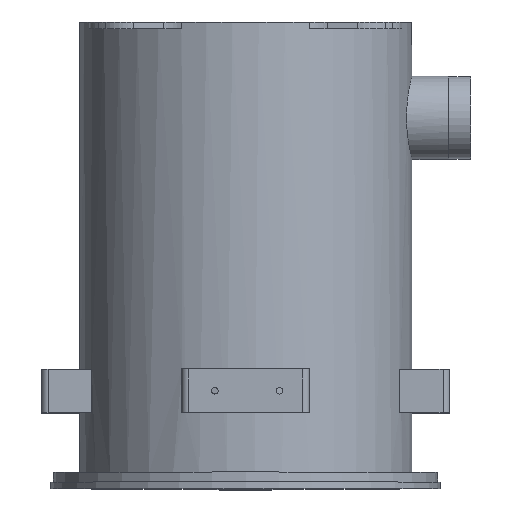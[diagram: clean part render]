
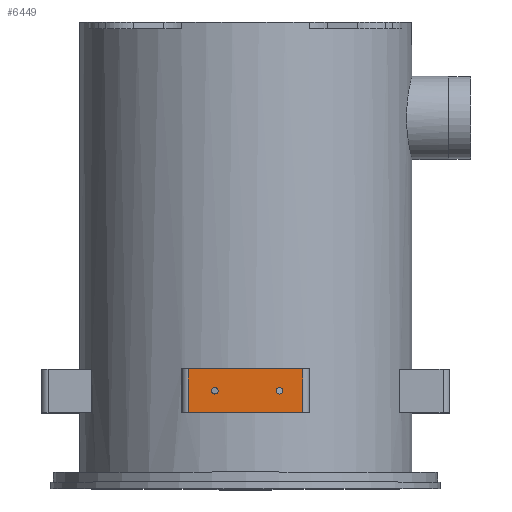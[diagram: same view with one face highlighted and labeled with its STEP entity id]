
A CAD part, top view. The second image highlights one B-rep face of the part: STEP entity #6449.
In plain terms, the highlighted planar face has unit normal (0, 0, 1).
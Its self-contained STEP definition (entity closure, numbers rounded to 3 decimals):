
#166=FACE_BOUND('',#1147,.T.);
#167=FACE_BOUND('',#1148,.T.);
#285=CIRCLE('',#6800,3.);
#287=CIRCLE('',#6803,3.);
#711=FACE_OUTER_BOUND('',#1146,.T.);
#1146=EDGE_LOOP('',(#5343,#5344,#5345,#5346));
#1147=EDGE_LOOP('',(#5347));
#1148=EDGE_LOOP('',(#5348));
#1922=LINE('',#11510,#2483);
#1923=LINE('',#11513,#2484);
#1924=LINE('',#11515,#2485);
#1925=LINE('',#11516,#2486);
#2483=VECTOR('',#7932,40.);
#2484=VECTOR('',#7935,104.);
#2485=VECTOR('',#7936,104.);
#2486=VECTOR('',#7937,40.);
#3081=VERTEX_POINT('',#11475);
#3083=VERTEX_POINT('',#11480);
#3093=VERTEX_POINT('',#11504);
#3095=VERTEX_POINT('',#11508);
#3096=VERTEX_POINT('',#11512);
#3097=VERTEX_POINT('',#11514);
#3897=EDGE_CURVE('',#3081,#3081,#285,.T.);
#3899=EDGE_CURVE('',#3083,#3083,#287,.T.);
#3911=EDGE_CURVE('',#3093,#3095,#1922,.T.);
#3912=EDGE_CURVE('',#3093,#3096,#1923,.T.);
#3913=EDGE_CURVE('',#3097,#3095,#1924,.T.);
#3914=EDGE_CURVE('',#3096,#3097,#1925,.T.);
#5343=ORIENTED_EDGE('',*,*,#3912,.F.);
#5344=ORIENTED_EDGE('',*,*,#3911,.T.);
#5345=ORIENTED_EDGE('',*,*,#3913,.F.);
#5346=ORIENTED_EDGE('',*,*,#3914,.F.);
#5347=ORIENTED_EDGE('',*,*,#3897,.T.);
#5348=ORIENTED_EDGE('',*,*,#3899,.T.);
#6128=PLANE('',#6819);
#6449=ADVANCED_FACE('',(#711,#166,#167),#6128,.T.);
#6800=AXIS2_PLACEMENT_3D('',#11476,#7893,#7894);
#6803=AXIS2_PLACEMENT_3D('',#11481,#7899,#7900);
#6819=AXIS2_PLACEMENT_3D('',#11511,#7933,#7934);
#7893=DIRECTION('center_axis',(0.,0.,-1.));
#7894=DIRECTION('ref_axis',(-1.,0.,0.));
#7899=DIRECTION('center_axis',(0.,0.,-1.));
#7900=DIRECTION('ref_axis',(-1.,0.,0.));
#7932=DIRECTION('',(0.,1.,0.));
#7933=DIRECTION('center_axis',(0.,0.,1.));
#7934=DIRECTION('ref_axis',(1.,0.,0.));
#7935=DIRECTION('',(-1.,0.,0.));
#7936=DIRECTION('',(1.,0.,0.));
#7937=DIRECTION('',(0.,1.,0.));
#11475=CARTESIAN_POINT('',(34.,-330.,185.958));
#11476=CARTESIAN_POINT('Origin',(31.,-330.,185.958));
#11480=CARTESIAN_POINT('',(-25.,-330.,185.958));
#11481=CARTESIAN_POINT('Origin',(-28.,-330.,185.958));
#11504=CARTESIAN_POINT('',(52.,-350.,185.958));
#11508=CARTESIAN_POINT('',(52.,-310.,185.958));
#11510=CARTESIAN_POINT('',(52.,-350.,185.958));
#11511=CARTESIAN_POINT('Origin',(-52.,-350.,185.958));
#11512=CARTESIAN_POINT('',(-52.,-350.,185.958));
#11513=CARTESIAN_POINT('',(52.,-350.,185.958));
#11514=CARTESIAN_POINT('',(-52.,-310.,185.958));
#11515=CARTESIAN_POINT('',(52.,-310.,185.958));
#11516=CARTESIAN_POINT('',(-52.,-350.,185.958));
